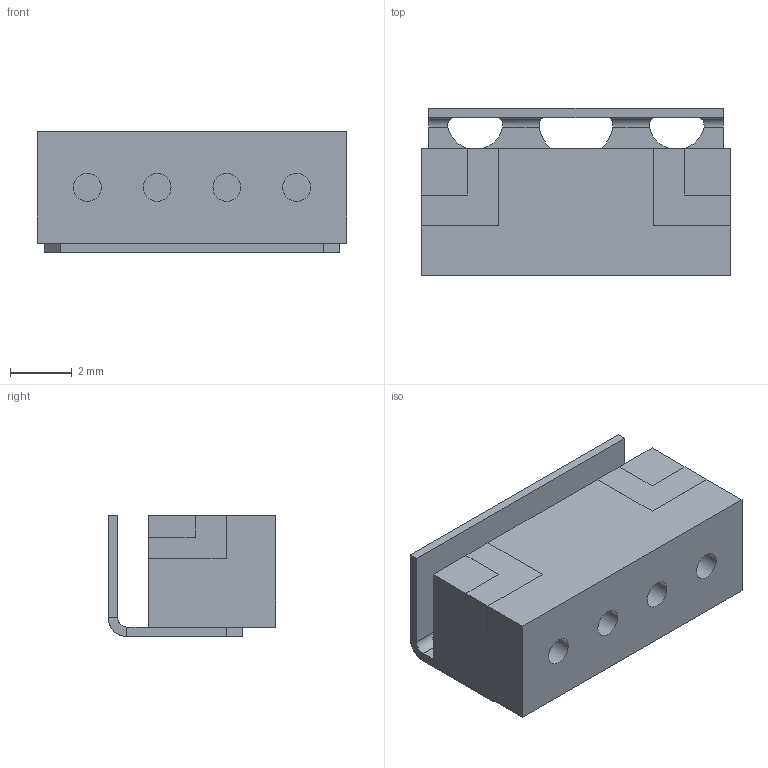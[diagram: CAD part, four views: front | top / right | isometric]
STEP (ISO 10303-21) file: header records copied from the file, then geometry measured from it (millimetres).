
FILE_DESCRIPTION(('STEP AP203'), '1');
FILE_NAME('ÍØÁÀ.434834.110-00.01_Ôèëüòð ÔÊÏ1-310-3,6-400', '', ('UNSPECIFIED'), ('UNSPECIFIED'), 'ASCON STEP Converter 1.6', 'ASCON Math Kernel', '');
FILE_SCHEMA(('CONFIG_CONTROL_DESIGN'));
Length unit declared in the file: millimetre
Products named in the file (1): НШБА.434834.110-00.01_Фильтр ФКП1-310-3,6-400
Bounding box: 10 x 5.4 x 3.9 mm (x, y, z)
Volume: 156.4 mm3; surface area: 368.6 mm2
Topology: 2 solids, 2 shells, 443 faces, 1177 edges, 774 vertices
Faces by surface type: plane 282, bspline 137, cylinder 24
Full cylindrical faces by diameter (mm): 0.9 x4
Entity records: 28813 total; most frequent: CARTESIAN_POINT 15336, ORIENTED_EDGE 2346, DIRECTION 1438, EDGE_CURVE 1173, VERTEX_POINT 774, LINE 752, VECTOR 752, EDGE_LOOP 497
